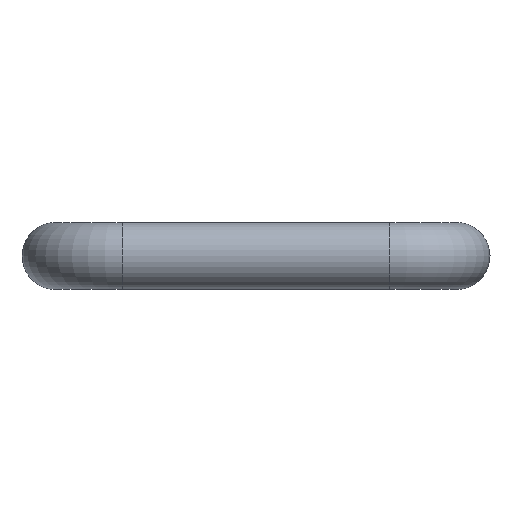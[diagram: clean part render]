
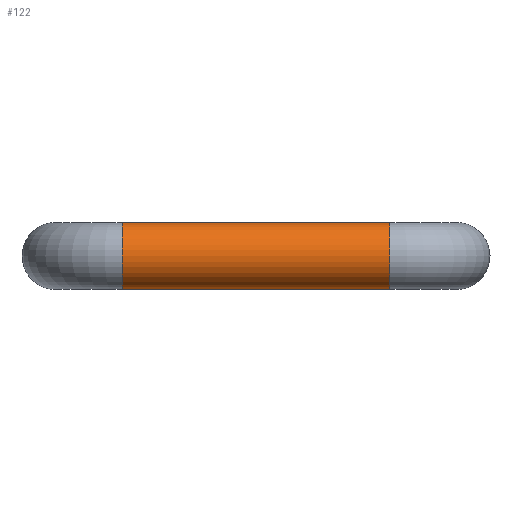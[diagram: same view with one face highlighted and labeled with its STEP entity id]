
A CAD part, left-side view. The second image highlights one B-rep face of the part: STEP entity #122.
In plain terms, the highlighted cylindrical face has radius 1.587 mm (diameter 3.175 mm), a full revolution.
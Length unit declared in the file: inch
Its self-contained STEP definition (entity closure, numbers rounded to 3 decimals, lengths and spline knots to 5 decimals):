
#21=CYLINDRICAL_SURFACE('',#159,0.0625);
#29=FACE_OUTER_BOUND('',#38,.T.);
#38=EDGE_LOOP('',(#105,#106,#107,#108));
#44=LINE('',#237,#49);
#49=VECTOR('',#201,0.0625);
#57=CIRCLE('',#158,0.0625);
#58=CIRCLE('',#160,0.0625);
#66=VERTEX_POINT('',#232);
#67=VERTEX_POINT('',#236);
#79=EDGE_CURVE('',#66,#66,#57,.T.);
#80=EDGE_CURVE('',#66,#67,#44,.T.);
#81=EDGE_CURVE('',#67,#67,#58,.T.);
#105=ORIENTED_EDGE('',*,*,#79,.F.);
#106=ORIENTED_EDGE('',*,*,#80,.T.);
#107=ORIENTED_EDGE('',*,*,#81,.T.);
#108=ORIENTED_EDGE('',*,*,#80,.F.);
#122=ADVANCED_FACE('',(#29),#21,.T.);
#158=AXIS2_PLACEMENT_3D('',#234,#197,#198);
#159=AXIS2_PLACEMENT_3D('',#235,#199,#200);
#160=AXIS2_PLACEMENT_3D('',#238,#202,#203);
#197=DIRECTION('center_axis',(0.,1.,0.));
#198=DIRECTION('ref_axis',(-1.,0.,0.));
#199=DIRECTION('center_axis',(0.,1.,0.));
#200=DIRECTION('ref_axis',(-1.,0.,0.));
#201=DIRECTION('',(0.,-1.,0.));
#202=DIRECTION('center_axis',(0.,1.,0.));
#203=DIRECTION('ref_axis',(-1.,0.,0.));
#232=CARTESIAN_POINT('',(-1.9375,0.625,0.));
#234=CARTESIAN_POINT('Origin',(-2.,0.625,0.));
#235=CARTESIAN_POINT('Origin',(-2.,0.125,0.));
#236=CARTESIAN_POINT('',(-1.9375,0.125,0.));
#237=CARTESIAN_POINT('',(-1.9375,0.125,0.));
#238=CARTESIAN_POINT('Origin',(-2.,0.125,0.));
